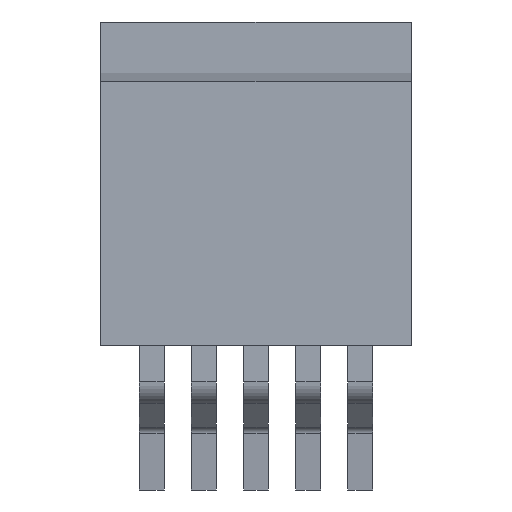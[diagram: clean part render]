
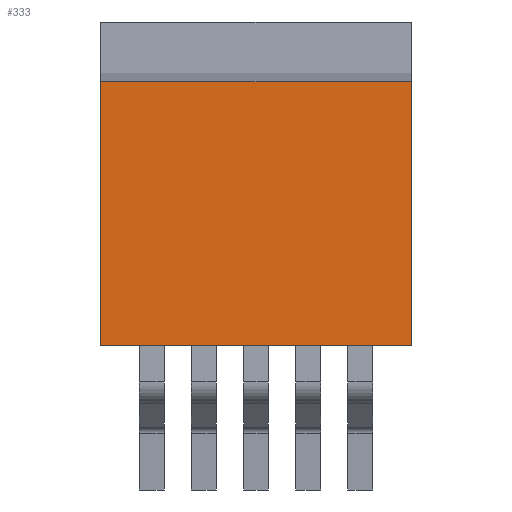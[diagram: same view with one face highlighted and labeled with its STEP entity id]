
A CAD part, top view. The second image highlights one B-rep face of the part: STEP entity #333.
In plain terms, the highlighted planar face has unit normal (0, 0, 1).
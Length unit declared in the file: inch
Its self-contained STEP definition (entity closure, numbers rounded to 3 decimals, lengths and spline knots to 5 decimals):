
#169 = VERTEX_POINT ( 'NONE', #1432 ) ;
#333 = ADVANCED_FACE ( 'NONE', ( #516 ), #1850, .F. ) ;
#425 = EDGE_CURVE ( 'NONE', #169, #1302, #1164, .T. ) ;
#462 = CARTESIAN_POINT ( 'NONE',  ( 0., 0.33863, 0.18 ) ) ;
#470 = LINE ( 'NONE', #462, #1853 ) ;
#504 = VERTEX_POINT ( 'NONE', #804 ) ;
#516 = FACE_OUTER_BOUND ( 'NONE', #1343, .T. ) ;
#606 = EDGE_CURVE ( 'NONE', #1302, #504, #2188, .T. ) ;
#724 = DIRECTION ( 'NONE',  ( 0., 0., -1. ) ) ;
#771 = DIRECTION ( 'NONE',  ( 0., 1., 0. ) ) ;
#804 = CARTESIAN_POINT ( 'NONE',  ( 0.4, 0., 0.18 ) ) ;
#979 = DIRECTION ( 'NONE',  ( 0., -1., 0. ) ) ;
#1010 = CARTESIAN_POINT ( 'NONE',  ( 0., 0., 0.18 ) ) ;
#1164 = LINE ( 'NONE', #1355, #1241 ) ;
#1179 = DIRECTION ( 'NONE',  ( 1., 0., 0. ) ) ;
#1211 = ORIENTED_EDGE ( 'NONE', *, *, #2058, .T. ) ;
#1241 = VECTOR ( 'NONE', #979, 39.37008 ) ;
#1302 = VERTEX_POINT ( 'NONE', #1010 ) ;
#1307 = ORIENTED_EDGE ( 'NONE', *, *, #2036, .T. ) ;
#1343 = EDGE_LOOP ( 'NONE', ( #1701, #1548, #1211, #1307 ) ) ;
#1355 = CARTESIAN_POINT ( 'NONE',  ( 0., 0., 0.18 ) ) ;
#1432 = CARTESIAN_POINT ( 'NONE',  ( 0., 0.33863, 0.18 ) ) ;
#1548 = ORIENTED_EDGE ( 'NONE', *, *, #606, .T. ) ;
#1688 = VECTOR ( 'NONE', #1179, 39.37008 ) ;
#1701 = ORIENTED_EDGE ( 'NONE', *, *, #425, .T. ) ;
#1810 = AXIS2_PLACEMENT_3D ( 'NONE', #2220, #724, #2035 ) ;
#1850 = PLANE ( 'NONE',  #1810 ) ;
#1853 = VECTOR ( 'NONE', #2334, 39.37008 ) ;
#1891 = CARTESIAN_POINT ( 'NONE',  ( 0.4, 0., 0.18 ) ) ;
#1903 = CARTESIAN_POINT ( 'NONE',  ( 0., 0., 0.18 ) ) ;
#1913 = CARTESIAN_POINT ( 'NONE',  ( 0.4, 0.33863, 0.18 ) ) ;
#2035 = DIRECTION ( 'NONE',  ( -1., 0., 0. ) ) ;
#2036 = EDGE_CURVE ( 'NONE', #2406, #169, #470, .T. ) ;
#2058 = EDGE_CURVE ( 'NONE', #504, #2406, #2279, .T. ) ;
#2188 = LINE ( 'NONE', #1903, #1688 ) ;
#2220 = CARTESIAN_POINT ( 'NONE',  ( 0., 0., 0.18 ) ) ;
#2279 = LINE ( 'NONE', #1891, #2359 ) ;
#2334 = DIRECTION ( 'NONE',  ( -1., 0., 0. ) ) ;
#2359 = VECTOR ( 'NONE', #771, 39.37008 ) ;
#2406 = VERTEX_POINT ( 'NONE', #1913 ) ;
